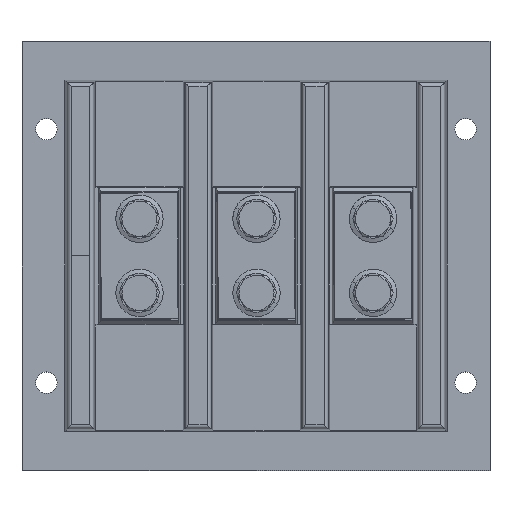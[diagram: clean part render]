
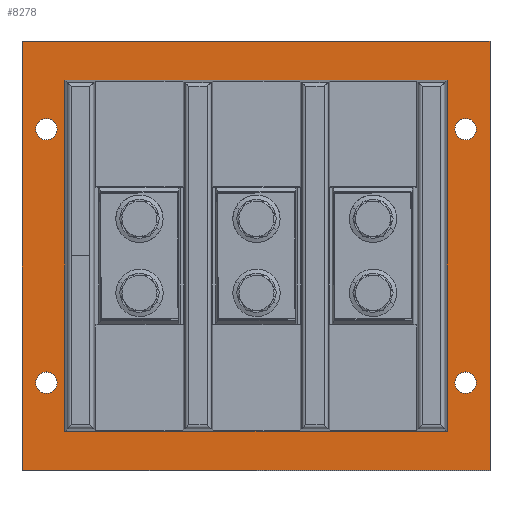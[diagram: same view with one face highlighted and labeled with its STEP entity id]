
A CAD part, top view. The second image highlights one B-rep face of the part: STEP entity #8278.
In plain terms, the highlighted planar face has unit normal (0, 0, 1).
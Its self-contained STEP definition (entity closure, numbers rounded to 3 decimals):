
#196=AXIS2_PLACEMENT_3D('Circle Axis2P3D',#194,#195,$) ;
#214=AXIS2_PLACEMENT_3D('Circle Axis2P3D',#212,#213,$) ;
#255=AXIS2_PLACEMENT_3D('Circle Axis2P3D',#253,#254,$) ;
#273=AXIS2_PLACEMENT_3D('Circle Axis2P3D',#271,#272,$) ;
#314=AXIS2_PLACEMENT_3D('Circle Axis2P3D',#312,#313,$) ;
#332=AXIS2_PLACEMENT_3D('Circle Axis2P3D',#330,#331,$) ;
#373=AXIS2_PLACEMENT_3D('Circle Axis2P3D',#371,#372,$) ;
#391=AXIS2_PLACEMENT_3D('Circle Axis2P3D',#389,#390,$) ;
#8248=AXIS2_PLACEMENT_3D('Plane Axis2P3D',#8245,#8246,#8247) ;
#42=CARTESIAN_POINT('Vertex',(0.,0.,15.)) ;
#56=CARTESIAN_POINT('Vertex',(240.,0.,15.)) ;
#59=CARTESIAN_POINT('Line Origine',(120.,0.,15.)) ;
#95=CARTESIAN_POINT('Vertex',(240.,220.,15.)) ;
#98=CARTESIAN_POINT('Line Origine',(240.,110.,15.)) ;
#122=CARTESIAN_POINT('Vertex',(0.,220.,15.)) ;
#130=CARTESIAN_POINT('Line Origine',(0.,110.,15.)) ;
#153=CARTESIAN_POINT('Line Origine',(120.,220.,15.)) ;
#177=CARTESIAN_POINT('Vertex',(233.,45.,15.)) ;
#191=CARTESIAN_POINT('Vertex',(222.,45.,15.)) ;
#194=CARTESIAN_POINT('Axis2P3D Location',(227.5,45.,15.)) ;
#212=CARTESIAN_POINT('Axis2P3D Location',(227.5,45.,15.)) ;
#236=CARTESIAN_POINT('Vertex',(7.,45.,15.)) ;
#250=CARTESIAN_POINT('Vertex',(18.,45.,15.)) ;
#253=CARTESIAN_POINT('Axis2P3D Location',(12.5,45.,15.)) ;
#271=CARTESIAN_POINT('Axis2P3D Location',(12.5,45.,15.)) ;
#295=CARTESIAN_POINT('Vertex',(7.,175.,15.)) ;
#309=CARTESIAN_POINT('Vertex',(18.,175.,15.)) ;
#312=CARTESIAN_POINT('Axis2P3D Location',(12.5,175.,15.)) ;
#330=CARTESIAN_POINT('Axis2P3D Location',(12.5,175.,15.)) ;
#354=CARTESIAN_POINT('Vertex',(233.,175.,15.)) ;
#368=CARTESIAN_POINT('Vertex',(222.,175.,15.)) ;
#371=CARTESIAN_POINT('Axis2P3D Location',(227.5,175.,15.)) ;
#389=CARTESIAN_POINT('Axis2P3D Location',(227.5,175.,15.)) ;
#658=CARTESIAN_POINT('Line Origine',(22.,110.,15.)) ;
#662=CARTESIAN_POINT('Vertex',(22.,200.,15.)) ;
#664=CARTESIAN_POINT('Vertex',(22.,20.,15.)) ;
#8162=CARTESIAN_POINT('Vertex',(218.,20.,15.)) ;
#8165=CARTESIAN_POINT('Line Origine',(218.,110.,15.)) ;
#8169=CARTESIAN_POINT('Vertex',(218.,200.,15.)) ;
#8190=CARTESIAN_POINT('Line Origine',(120.,200.,15.)) ;
#8220=CARTESIAN_POINT('Line Origine',(120.,20.,15.)) ;
#8245=CARTESIAN_POINT('Axis2P3D Location',(240.,220.,15.)) ;
#60=DIRECTION('Vector Direction',(1.,0.,0.)) ;
#99=DIRECTION('Vector Direction',(0.,1.,0.)) ;
#131=DIRECTION('Vector Direction',(0.,-1.,0.)) ;
#154=DIRECTION('Vector Direction',(-1.,0.,0.)) ;
#195=DIRECTION('Axis2P3D Direction',(0.,0.,1.)) ;
#213=DIRECTION('Axis2P3D Direction',(0.,0.,1.)) ;
#254=DIRECTION('Axis2P3D Direction',(0.,0.,1.)) ;
#272=DIRECTION('Axis2P3D Direction',(0.,0.,1.)) ;
#313=DIRECTION('Axis2P3D Direction',(0.,0.,1.)) ;
#331=DIRECTION('Axis2P3D Direction',(0.,0.,1.)) ;
#372=DIRECTION('Axis2P3D Direction',(0.,0.,1.)) ;
#390=DIRECTION('Axis2P3D Direction',(0.,0.,1.)) ;
#659=DIRECTION('Vector Direction',(0.,-1.,0.)) ;
#8166=DIRECTION('Vector Direction',(0.,1.,0.)) ;
#8191=DIRECTION('Vector Direction',(-1.,0.,0.)) ;
#8221=DIRECTION('Vector Direction',(-1.,0.,0.)) ;
#8246=DIRECTION('Axis2P3D Direction',(0.,0.,1.)) ;
#8247=DIRECTION('Axis2P3D XDirection',(-1.,0.,0.)) ;
#61=VECTOR('Line Direction',#60,1.) ;
#100=VECTOR('Line Direction',#99,1.) ;
#132=VECTOR('Line Direction',#131,1.) ;
#155=VECTOR('Line Direction',#154,1.) ;
#660=VECTOR('Line Direction',#659,1.) ;
#8167=VECTOR('Line Direction',#8166,1.) ;
#8192=VECTOR('Line Direction',#8191,1.) ;
#8222=VECTOR('Line Direction',#8221,1.) ;
#8251=ORIENTED_EDGE('',*,*,#102,.T.) ;
#8252=ORIENTED_EDGE('',*,*,#157,.T.) ;
#8253=ORIENTED_EDGE('',*,*,#134,.F.) ;
#8254=ORIENTED_EDGE('',*,*,#63,.T.) ;
#8257=ORIENTED_EDGE('',*,*,#666,.F.) ;
#8258=ORIENTED_EDGE('',*,*,#8194,.F.) ;
#8259=ORIENTED_EDGE('',*,*,#8171,.F.) ;
#8260=ORIENTED_EDGE('',*,*,#8224,.T.) ;
#8263=ORIENTED_EDGE('',*,*,#375,.F.) ;
#8264=ORIENTED_EDGE('',*,*,#393,.F.) ;
#8267=ORIENTED_EDGE('',*,*,#216,.F.) ;
#8268=ORIENTED_EDGE('',*,*,#198,.F.) ;
#8271=ORIENTED_EDGE('',*,*,#334,.F.) ;
#8272=ORIENTED_EDGE('',*,*,#316,.F.) ;
#8275=ORIENTED_EDGE('',*,*,#257,.F.) ;
#8276=ORIENTED_EDGE('',*,*,#275,.F.) ;
#8261=FACE_BOUND('',#8256,.T.) ;
#8265=FACE_BOUND('',#8262,.T.) ;
#8269=FACE_BOUND('',#8266,.T.) ;
#8273=FACE_BOUND('',#8270,.T.) ;
#8277=FACE_BOUND('',#8274,.T.) ;
#8278=ADVANCED_FACE('Importiert6',(#8255,#8261,#8265,#8269,#8273,#8277),#8249,.T.) ;
#197=CIRCLE('generated circle',#196,5.5) ;
#215=CIRCLE('generated circle',#214,5.5) ;
#256=CIRCLE('generated circle',#255,5.5) ;
#274=CIRCLE('generated circle',#273,5.5) ;
#315=CIRCLE('generated circle',#314,5.5) ;
#333=CIRCLE('generated circle',#332,5.5) ;
#374=CIRCLE('generated circle',#373,5.5) ;
#392=CIRCLE('generated circle',#391,5.5) ;
#63=EDGE_CURVE('',#43,#57,#62,.T.) ;
#102=EDGE_CURVE('',#57,#96,#101,.T.) ;
#134=EDGE_CURVE('',#43,#123,#133,.F.) ;
#157=EDGE_CURVE('',#96,#123,#156,.T.) ;
#198=EDGE_CURVE('',#192,#178,#197,.T.) ;
#216=EDGE_CURVE('',#178,#192,#215,.T.) ;
#257=EDGE_CURVE('',#251,#237,#256,.T.) ;
#275=EDGE_CURVE('',#237,#251,#274,.T.) ;
#316=EDGE_CURVE('',#310,#296,#315,.T.) ;
#334=EDGE_CURVE('',#296,#310,#333,.T.) ;
#375=EDGE_CURVE('',#369,#355,#374,.T.) ;
#393=EDGE_CURVE('',#355,#369,#392,.T.) ;
#666=EDGE_CURVE('',#663,#665,#661,.T.) ;
#8171=EDGE_CURVE('',#8163,#8170,#8168,.T.) ;
#8194=EDGE_CURVE('',#8170,#663,#8193,.T.) ;
#8224=EDGE_CURVE('',#8163,#665,#8223,.T.) ;
#8250=EDGE_LOOP('',(#8251,#8252,#8253,#8254)) ;
#8256=EDGE_LOOP('',(#8257,#8258,#8259,#8260)) ;
#8262=EDGE_LOOP('',(#8263,#8264)) ;
#8266=EDGE_LOOP('',(#8267,#8268)) ;
#8270=EDGE_LOOP('',(#8271,#8272)) ;
#8274=EDGE_LOOP('',(#8275,#8276)) ;
#8255=FACE_OUTER_BOUND('',#8250,.T.) ;
#62=LINE('Line',#59,#61) ;
#101=LINE('Line',#98,#100) ;
#133=LINE('Line',#130,#132) ;
#156=LINE('Line',#153,#155) ;
#661=LINE('Line',#658,#660) ;
#8168=LINE('Line',#8165,#8167) ;
#8193=LINE('Line',#8190,#8192) ;
#8223=LINE('Line',#8220,#8222) ;
#8249=PLANE('',#8248) ;
#43=VERTEX_POINT('',#42) ;
#57=VERTEX_POINT('',#56) ;
#96=VERTEX_POINT('',#95) ;
#123=VERTEX_POINT('',#122) ;
#178=VERTEX_POINT('',#177) ;
#192=VERTEX_POINT('',#191) ;
#237=VERTEX_POINT('',#236) ;
#251=VERTEX_POINT('',#250) ;
#296=VERTEX_POINT('',#295) ;
#310=VERTEX_POINT('',#309) ;
#355=VERTEX_POINT('',#354) ;
#369=VERTEX_POINT('',#368) ;
#663=VERTEX_POINT('',#662) ;
#665=VERTEX_POINT('',#664) ;
#8163=VERTEX_POINT('',#8162) ;
#8170=VERTEX_POINT('',#8169) ;
